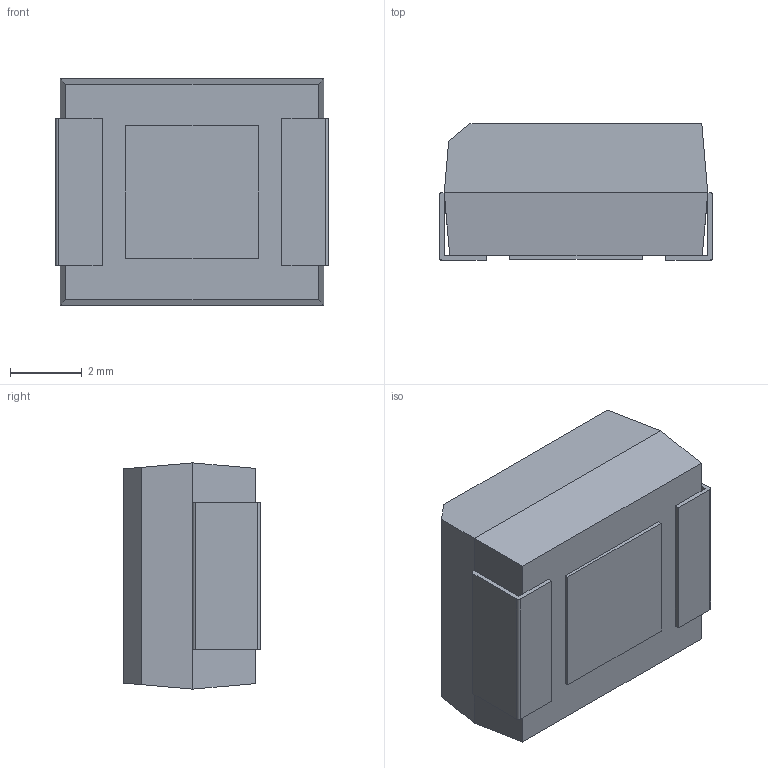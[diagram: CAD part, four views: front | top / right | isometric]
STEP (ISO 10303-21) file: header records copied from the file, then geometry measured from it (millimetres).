
FILE_DESCRIPTION (( 'STEP AP214' ), '1' );
FILE_NAME ('CTS_7360_L7.60W6.30H3.80S1.3F4.1B0.5.STEP', '2018-05-08T14:53:39', ( '' ), ( '' ), 'SwSTEP 2.0', 'SolidWorks 2014', '' );
FILE_SCHEMA (( 'AUTOMOTIVE_DESIGN' ));
Length unit declared in the file: millimetre
Products named in the file (5): Case_Bottom_16; Case_Cathode_16; Case_Anode_16; CTS_7360_L7.60W6.30H3.80S1.3F4.1B0.5; Case_Top_16
Assembly tree (4 placements, depth 2):
  CTS_7360_L7.60W6.30H3.80S1.3F4.1B0.5
    Case_Bottom_16
    Case_Top_16
    Case_Cathode_16
    Case_Anode_16
Bounding box: 7.6 x 3.8 x 6.3 mm (x, y, z)
Volume: 165.5 mm3; surface area: 331.4 mm2
Topology: 7 solids, 7 shells, 95 faces, 240 edges, 160 vertices
Faces by surface type: plane 91, cylinder 4
Entity records: 3654 total; most frequent: CARTESIAN_POINT 502, ORIENTED_EDGE 480, DIRECTION 452, EDGE_CURVE 240, LINE 232, VECTOR 232, VERTEX_POINT 160, AXIS2_PLACEMENT_3D 110
